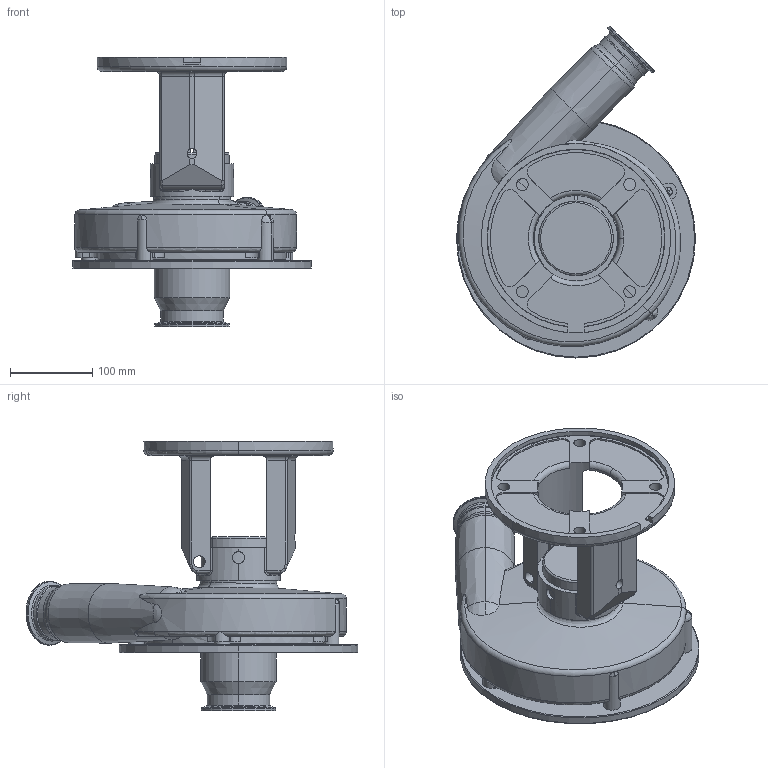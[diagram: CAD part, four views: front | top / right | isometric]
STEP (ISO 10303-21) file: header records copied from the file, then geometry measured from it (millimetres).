
FILE_DESCRIPTION (( 'STEP AP214' ), '1' );
FILE_NAME ('FPR 3541-3542 180-250TC 45L.STEP', '2022-12-22T19:41:18', ( '' ), ( '' ), 'SwSTEP 2.0', 'SolidWorks 2021', '' );
FILE_SCHEMA (( 'AUTOMOTIVE_DESIGN' ));
Length unit declared in the file: millimetre
Products named in the file (1): FPR 3541-3542 180-250TC 45L
Bounding box: 290 x 402.88 x 326.5 mm (x, y, z)
Volume: 4695447.9 mm3; surface area: 549119 mm2
Topology: 1 solids, 1 shells, 371 faces, 998 edges, 614 vertices
Faces by surface type: cylinder 142, plane 78, torus 71, cone 38, bspline 33, sphere 9
Entity records: 15760 total; most frequent: CARTESIAN_POINT 6587, ORIENTED_EDGE 1976, DIRECTION 1954, EDGE_CURVE 988, AXIS2_PLACEMENT_3D 813, VERTEX_POINT 614, CIRCLE 474, EDGE_LOOP 398
